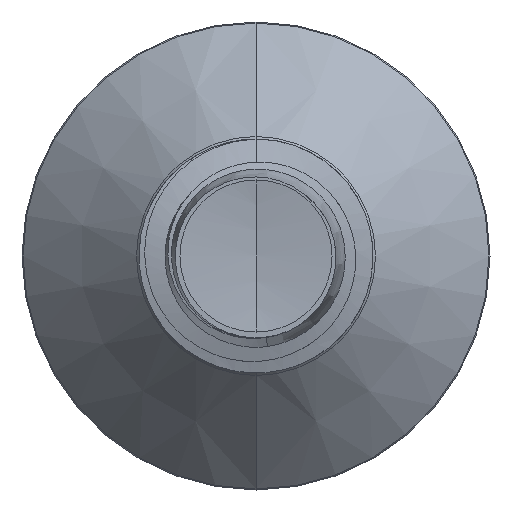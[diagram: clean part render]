
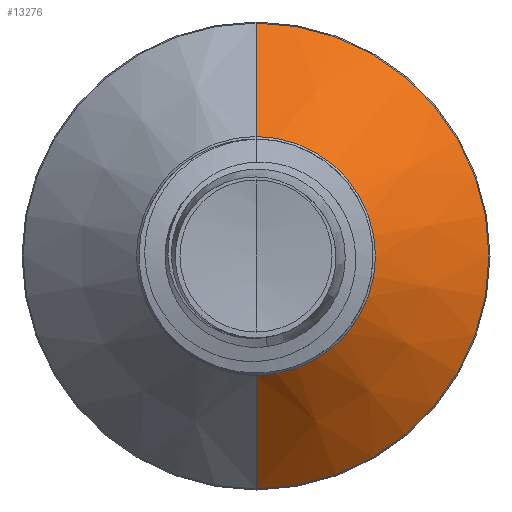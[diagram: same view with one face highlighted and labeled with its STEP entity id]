
A CAD part, front view. The second image highlights one B-rep face of the part: STEP entity #13276.
In plain terms, the highlighted conical face has half-angle 45 degrees and reference radius 2.042 mm.
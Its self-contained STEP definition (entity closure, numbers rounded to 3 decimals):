
#913 = FACE_OUTER_BOUND ( 'NONE', #2486, .T. ) ;
#1353 = AXIS2_PLACEMENT_3D ( 'NONE', #5845, #14706, #7086 ) ;
#1527 = VERTEX_POINT ( 'NONE', #14471 ) ;
#1532 = AXIS2_PLACEMENT_3D ( 'NONE', #13242, #4565, #14827 ) ;
#1540 = CARTESIAN_POINT ( 'NONE',  ( 0., 4.342, -2.042 ) ) ;
#2152 = CARTESIAN_POINT ( 'NONE',  ( 0., 6.282, 0. ) ) ;
#2486 = EDGE_LOOP ( 'NONE', ( #6861, #3585, #4120, #7236 ) ) ;
#2714 = VECTOR ( 'NONE', #14617, 1000. ) ;
#2732 = LINE ( 'NONE', #8383, #12524 ) ;
#3404 = CARTESIAN_POINT ( 'NONE',  ( 0., 4.342, -2.042 ) ) ;
#3571 = DIRECTION ( 'NONE',  ( 0., 0., 1. ) ) ;
#3585 = ORIENTED_EDGE ( 'NONE', *, *, #13001, .T. ) ;
#4120 = ORIENTED_EDGE ( 'NONE', *, *, #13053, .F. ) ;
#4194 = CONICAL_SURFACE ( 'NONE', #1532, 2.042, 0.785 ) ;
#4565 = DIRECTION ( 'NONE',  ( 0., 1., 0. ) ) ;
#4659 = AXIS2_PLACEMENT_3D ( 'NONE', #2152, #11130, #3571 ) ;
#5845 = CARTESIAN_POINT ( 'NONE',  ( 0., 4.342, 0. ) ) ;
#6233 = LINE ( 'NONE', #1540, #2714 ) ;
#6861 = ORIENTED_EDGE ( 'NONE', *, *, #16294, .T. ) ;
#7086 = DIRECTION ( 'NONE',  ( 0., 0., 1. ) ) ;
#7236 = ORIENTED_EDGE ( 'NONE', *, *, #11947, .F. ) ;
#8383 = CARTESIAN_POINT ( 'NONE',  ( 0., 4.342, 2.042 ) ) ;
#9059 = CIRCLE ( 'NONE', #1353, 2.042 ) ;
#9114 = CIRCLE ( 'NONE', #4659, 3.982 ) ;
#11130 = DIRECTION ( 'NONE',  ( 0., 1., 0. ) ) ;
#11535 = VERTEX_POINT ( 'NONE', #15147 ) ;
#11947 = EDGE_CURVE ( 'NONE', #11535, #1527, #2732, .T. ) ;
#12524 = VECTOR ( 'NONE', #16105, 1000. ) ;
#13001 = EDGE_CURVE ( 'NONE', #15013, #16224, #6233, .T. ) ;
#13053 = EDGE_CURVE ( 'NONE', #1527, #16224, #9114, .T. ) ;
#13242 = CARTESIAN_POINT ( 'NONE',  ( 0., 4.342, 0. ) ) ;
#13276 = ADVANCED_FACE ( 'NONE', ( #913 ), #4194, .T. ) ;
#14471 = CARTESIAN_POINT ( 'NONE',  ( 0., 6.282, 3.982 ) ) ;
#14617 = DIRECTION ( 'NONE',  ( 0., 0.707, -0.707 ) ) ;
#14706 = DIRECTION ( 'NONE',  ( 0., 1., 0. ) ) ;
#14827 = DIRECTION ( 'NONE',  ( 0., 0., 1. ) ) ;
#15013 = VERTEX_POINT ( 'NONE', #3404 ) ;
#15147 = CARTESIAN_POINT ( 'NONE',  ( 0., 4.342, 2.042 ) ) ;
#15913 = CARTESIAN_POINT ( 'NONE',  ( 0., 6.282, -3.982 ) ) ;
#16105 = DIRECTION ( 'NONE',  ( 0., 0.707, 0.707 ) ) ;
#16224 = VERTEX_POINT ( 'NONE', #15913 ) ;
#16294 = EDGE_CURVE ( 'NONE', #11535, #15013, #9059, .T. ) ;
